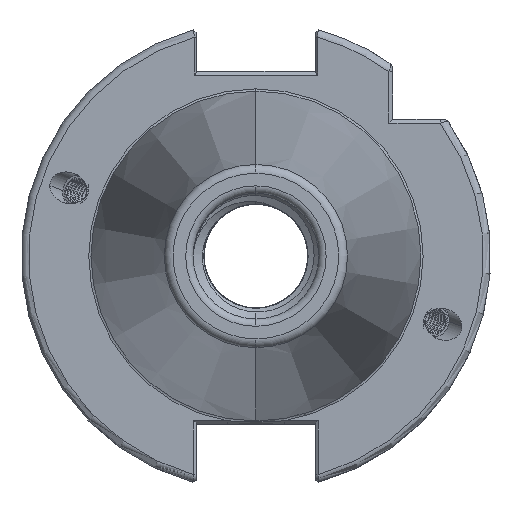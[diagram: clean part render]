
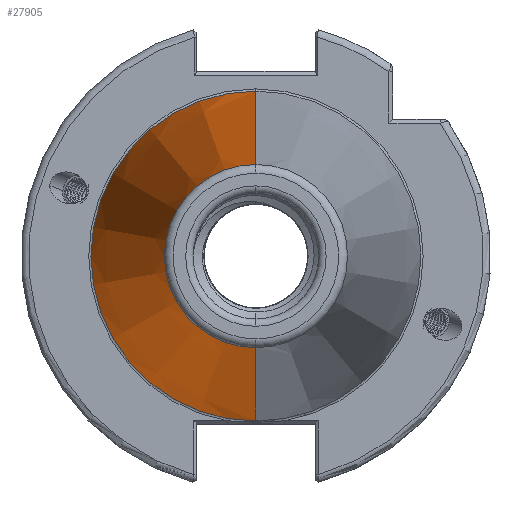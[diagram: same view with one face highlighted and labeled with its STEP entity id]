
A CAD part, left-side view. The second image highlights one B-rep face of the part: STEP entity #27905.
In plain terms, the highlighted conical face has half-angle 8.297 degrees and reference radius 22.692 mm.
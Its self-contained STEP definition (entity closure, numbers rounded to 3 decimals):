
#1166 = EDGE_CURVE ( 'NONE', #10332, #10394, #2477, .T. ) ;
#1181 = EDGE_CURVE ( 'NONE', #10280, #10392, #2504, .T. ) ;
#1763 = AXIS2_PLACEMENT_3D ( 'NONE', #13469, #13466, #13449 ) ;
#1795 = AXIS2_PLACEMENT_3D ( 'NONE', #13331, #13362, #13333 ) ;
#1915 = EDGE_CURVE ( 'NONE', #10280, #10332, #2959, .T. ) ;
#1931 = EDGE_CURVE ( 'NONE', #10392, #10394, #2929, .T. ) ;
#2441 = VECTOR ( 'NONE', #27356, 1000. ) ;
#2477 = LINE ( 'NONE', #27355, #2441 ) ;
#2500 = VECTOR ( 'NONE', #27495, 1000. ) ;
#2504 = LINE ( 'NONE', #27500, #2500 ) ;
#2929 = CIRCLE ( 'NONE', #1763, 22.327 ) ;
#2959 = CIRCLE ( 'NONE', #1795, 12.4 ) ;
#5969 = FACE_OUTER_BOUND ( 'NONE', #9566, .T. ) ;
#5985 = CONICAL_SURFACE ( 'NONE', #25086, 22.692, 0.145 ) ;
#8883 = ORIENTED_EDGE ( 'NONE', *, *, #1181, .F. ) ;
#8966 = ORIENTED_EDGE ( 'NONE', *, *, #1166, .T. ) ;
#8971 = ORIENTED_EDGE ( 'NONE', *, *, #1931, .F. ) ;
#9015 = ORIENTED_EDGE ( 'NONE', *, *, #1915, .T. ) ;
#9566 = EDGE_LOOP ( 'NONE', ( #9015, #8966, #8971, #8883 ) ) ;
#10280 = VERTEX_POINT ( 'NONE', #23729 ) ;
#10332 = VERTEX_POINT ( 'NONE', #23838 ) ;
#10392 = VERTEX_POINT ( 'NONE', #23864 ) ;
#10394 = VERTEX_POINT ( 'NONE', #23893 ) ;
#13331 = CARTESIAN_POINT ( 'NONE',  ( -70.573, 0., 0. ) ) ;
#13333 = DIRECTION ( 'NONE',  ( 0., 0., 1. ) ) ;
#13362 = DIRECTION ( 'NONE',  ( 1., 0., 0. ) ) ;
#13449 = DIRECTION ( 'NONE',  ( 0., 0., -1. ) ) ;
#13466 = DIRECTION ( 'NONE',  ( 1., 0., 0. ) ) ;
#13469 = CARTESIAN_POINT ( 'NONE',  ( -2.5, 0., 0. ) ) ;
#22935 = DIRECTION ( 'NONE',  ( 0., 0., -1. ) ) ;
#22953 = CARTESIAN_POINT ( 'NONE',  ( 0., 0., 0. ) ) ;
#22965 = DIRECTION ( 'NONE',  ( 1., 0., 0. ) ) ;
#23729 = CARTESIAN_POINT ( 'NONE',  ( -70.573, 0., -12.4 ) ) ;
#23838 = CARTESIAN_POINT ( 'NONE',  ( -70.573, 0., 12.4 ) ) ;
#23864 = CARTESIAN_POINT ( 'NONE',  ( -2.5, 0., -22.327 ) ) ;
#23893 = CARTESIAN_POINT ( 'NONE',  ( -2.5, 0., 22.327 ) ) ;
#25086 = AXIS2_PLACEMENT_3D ( 'NONE', #22953, #22965, #22935 ) ;
#27355 = CARTESIAN_POINT ( 'NONE',  ( 0., 0., 22.692 ) ) ;
#27356 = DIRECTION ( 'NONE',  ( 0.99, 0., 0.144 ) ) ;
#27495 = DIRECTION ( 'NONE',  ( 0.99, 0., -0.144 ) ) ;
#27500 = CARTESIAN_POINT ( 'NONE',  ( 0., 0., -22.692 ) ) ;
#27905 = ADVANCED_FACE ( 'NONE', ( #5969 ), #5985, .T. ) ;
